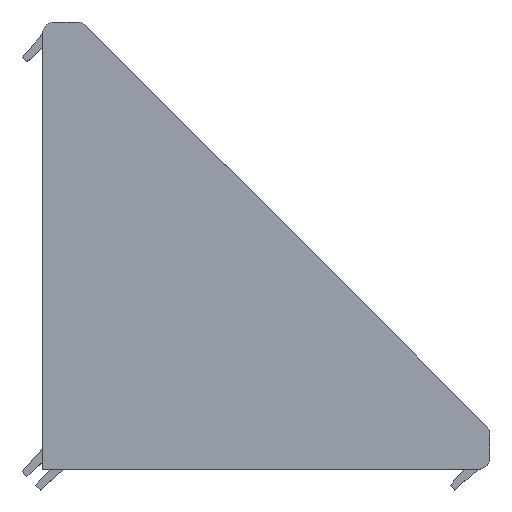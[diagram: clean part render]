
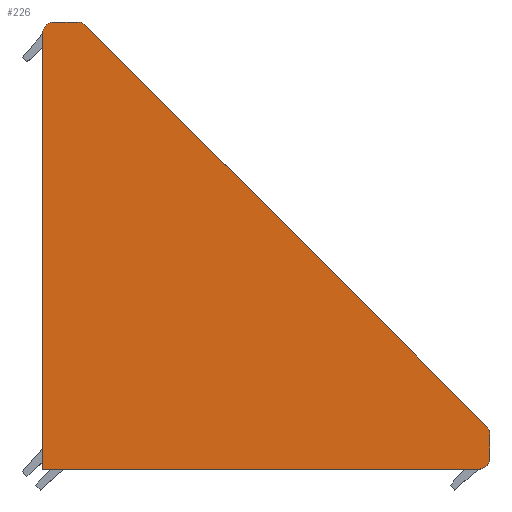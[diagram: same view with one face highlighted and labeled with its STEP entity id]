
A CAD part, top view. The second image highlights one B-rep face of the part: STEP entity #226.
In plain terms, the highlighted planar face has unit normal (0, 0, 1).
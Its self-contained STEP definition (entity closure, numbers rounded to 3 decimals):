
#143=CARTESIAN_POINT('',(28.302,28.302,39.));
#144=DIRECTION('',(0.,0.,1.));
#145=DIRECTION('',(1.,0.,0.));
#146=AXIS2_PLACEMENT_3D('',#143,#144,#145);
#147=PLANE('',#146);
#148=CARTESIAN_POINT('',(75.414,7.317,39.));
#149=VERTEX_POINT('',#148);
#150=CARTESIAN_POINT('',(76.,5.903,39.));
#151=VERTEX_POINT('',#150);
#152=CARTESIAN_POINT('',(74.,5.903,39.));
#153=DIRECTION('',(0.,0.,-1.));
#154=DIRECTION('',(1.,0.,0.));
#155=AXIS2_PLACEMENT_3D('',#152,#153,#154);
#156=CIRCLE('',#155,2.);
#157=EDGE_CURVE('',#149,#151,#156,.T.);
#158=ORIENTED_EDGE('',*,*,#157,.F.);
#159=CARTESIAN_POINT('',(7.317,75.414,39.));
#160=VERTEX_POINT('',#159);
#161=CARTESIAN_POINT('',(-8721.916,8804.647,39.));
#162=DIRECTION('',(0.707,-0.707,0.));
#163=VECTOR('',#162,24690.);
#164=LINE('',#161,#163);
#165=EDGE_CURVE('',#160,#149,#164,.T.);
#166=ORIENTED_EDGE('',*,*,#165,.F.);
#167=CARTESIAN_POINT('',(5.903,76.,39.));
#168=VERTEX_POINT('',#167);
#169=CARTESIAN_POINT('',(5.903,74.,39.));
#170=DIRECTION('',(0.,0.,-1.));
#171=DIRECTION('',(1.,0.,0.));
#172=AXIS2_PLACEMENT_3D('',#169,#170,#171);
#173=CIRCLE('',#172,2.);
#174=EDGE_CURVE('',#168,#160,#173,.T.);
#175=ORIENTED_EDGE('',*,*,#174,.F.);
#176=CARTESIAN_POINT('',(2.,76.,39.));
#177=VERTEX_POINT('',#176);
#178=CARTESIAN_POINT('',(-12343.,76.,39.));
#179=DIRECTION('',(1.,0.,-0.));
#180=VECTOR('',#179,24690.);
#181=LINE('',#178,#180);
#182=EDGE_CURVE('',#177,#168,#181,.T.);
#183=ORIENTED_EDGE('',*,*,#182,.F.);
#184=CARTESIAN_POINT('',(0.,74.,39.));
#185=VERTEX_POINT('',#184);
#186=CARTESIAN_POINT('',(2.,74.,39.));
#187=DIRECTION('',(0.,0.,-1.));
#188=DIRECTION('',(1.,0.,0.));
#189=AXIS2_PLACEMENT_3D('',#186,#187,#188);
#190=CIRCLE('',#189,2.);
#191=EDGE_CURVE('',#185,#177,#190,.T.);
#192=ORIENTED_EDGE('',*,*,#191,.F.);
#193=CARTESIAN_POINT('',(0.,0.,39.));
#194=VERTEX_POINT('',#193);
#195=CARTESIAN_POINT('',(0.,-12345.,39.));
#196=DIRECTION('',(0.,1.,0.));
#197=VECTOR('',#196,24690.);
#198=LINE('',#195,#197);
#199=EDGE_CURVE('',#194,#185,#198,.T.);
#200=ORIENTED_EDGE('',*,*,#199,.F.);
#201=CARTESIAN_POINT('',(74.,0.,39.));
#202=VERTEX_POINT('',#201);
#203=CARTESIAN_POINT('',(12419.,0.,39.));
#204=DIRECTION('',(-1.,0.,0.));
#205=VECTOR('',#204,24690.);
#206=LINE('',#203,#205);
#207=EDGE_CURVE('',#202,#194,#206,.T.);
#208=ORIENTED_EDGE('',*,*,#207,.F.);
#209=CARTESIAN_POINT('',(76.,2.,39.));
#210=VERTEX_POINT('',#209);
#211=CARTESIAN_POINT('',(74.,2.,39.));
#212=DIRECTION('',(0.,0.,-1.));
#213=DIRECTION('',(1.,0.,0.));
#214=AXIS2_PLACEMENT_3D('',#211,#212,#213);
#215=CIRCLE('',#214,2.);
#216=EDGE_CURVE('',#210,#202,#215,.T.);
#217=ORIENTED_EDGE('',*,*,#216,.F.);
#218=CARTESIAN_POINT('',(76.,12350.903,39.));
#219=DIRECTION('',(0.,-1.,0.));
#220=VECTOR('',#219,24690.);
#221=LINE('',#218,#220);
#222=EDGE_CURVE('',#151,#210,#221,.T.);
#223=ORIENTED_EDGE('',*,*,#222,.F.);
#224=EDGE_LOOP('',(#158,#166,#175,#183,#192,#200,#208,#217,#223));
#225=FACE_BOUND('',#224,.T.);
#226=ADVANCED_FACE('',(#225),#147,.T.);
